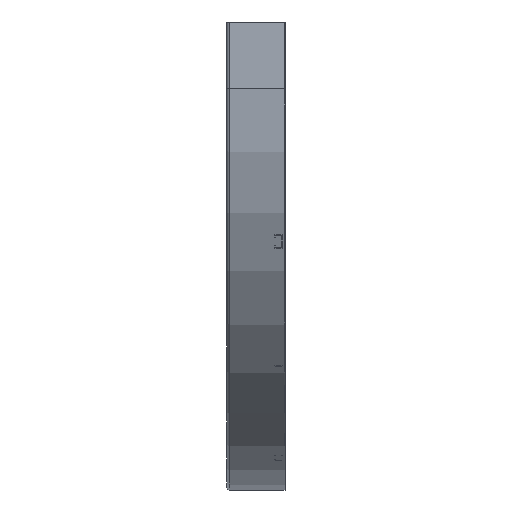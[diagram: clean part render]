
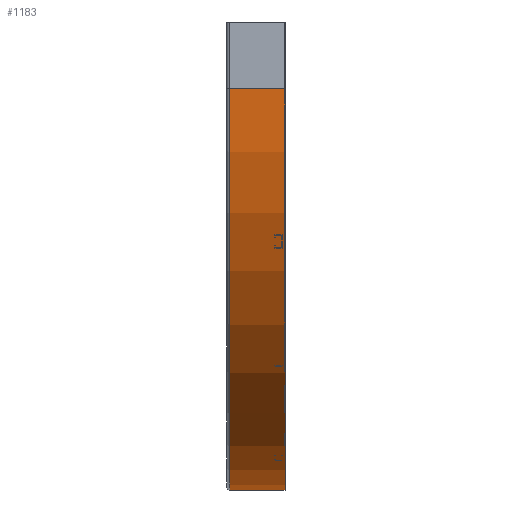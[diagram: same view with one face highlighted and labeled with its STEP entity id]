
A CAD part, left-side view. The second image highlights one B-rep face of the part: STEP entity #1183.
In plain terms, the highlighted cylindrical face has radius 750 mm (diameter 1500 mm), a partial arc.
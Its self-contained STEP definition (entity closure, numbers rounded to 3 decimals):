
#54 = ORIENTED_EDGE ( 'NONE', *, *, #2856, .T. ) ;
#79 = CIRCLE ( 'NONE', #2965, 750. ) ;
#89 = ORIENTED_EDGE ( 'NONE', *, *, #2083, .T. ) ;
#133 = AXIS2_PLACEMENT_3D ( 'NONE', #3116, #3127, #2599 ) ;
#476 = CARTESIAN_POINT ( 'NONE',  ( 0., 0., -125. ) ) ;
#506 = DIRECTION ( 'NONE',  ( 0., 0., 1. ) ) ;
#765 = DIRECTION ( 'NONE',  ( 1., 0., 0. ) ) ;
#823 = CIRCLE ( 'NONE', #2827, 750. ) ;
#987 = VECTOR ( 'NONE', #1662, 1000. ) ;
#1048 = LINE ( 'NONE', #1966, #987 ) ;
#1183 = ADVANCED_FACE ( 'NONE', ( #2230 ), #2204, .T. ) ;
#1211 = VERTEX_POINT ( 'NONE', #2371 ) ;
#1262 = EDGE_CURVE ( 'NONE', #3024, #2048, #2075, .T. ) ;
#1309 = EDGE_LOOP ( 'NONE', ( #1604, #1602, #54, #89 ) ) ;
#1398 = CARTESIAN_POINT ( 'NONE',  ( 0., 104., -125. ) ) ;
#1483 = DIRECTION ( 'NONE',  ( 0., 1., 0. ) ) ;
#1602 = ORIENTED_EDGE ( 'NONE', *, *, #1262, .F. ) ;
#1604 = ORIENTED_EDGE ( 'NONE', *, *, #2215, .F. ) ;
#1662 = DIRECTION ( 'NONE',  ( 0., 1., 0. ) ) ;
#1832 = CARTESIAN_POINT ( 'NONE',  ( 0., 0., -125. ) ) ;
#1966 = CARTESIAN_POINT ( 'NONE',  ( -750., 0., -875. ) ) ;
#2021 = CARTESIAN_POINT ( 'NONE',  ( -750., 104., -875. ) ) ;
#2048 = VERTEX_POINT ( 'NONE', #1398 ) ;
#2066 = VECTOR ( 'NONE', #2135, 1000. ) ;
#2075 = LINE ( 'NONE', #476, #2066 ) ;
#2083 = EDGE_CURVE ( 'NONE', #1211, #2841, #1048, .T. ) ;
#2135 = DIRECTION ( 'NONE',  ( 0., 1., 0. ) ) ;
#2204 = CYLINDRICAL_SURFACE ( 'NONE', #133, 750. ) ;
#2215 = EDGE_CURVE ( 'NONE', #2048, #2841, #823, .T. ) ;
#2230 = FACE_OUTER_BOUND ( 'NONE', #1309, .T. ) ;
#2280 = DIRECTION ( 'NONE',  ( 0., 1., 0. ) ) ;
#2371 = CARTESIAN_POINT ( 'NONE',  ( -750., 0., -875. ) ) ;
#2498 = CARTESIAN_POINT ( 'NONE',  ( -750., 104., -125. ) ) ;
#2599 = DIRECTION ( 'NONE',  ( 0., 0., 1. ) ) ;
#2778 = CARTESIAN_POINT ( 'NONE',  ( -750., 0., -125. ) ) ;
#2827 = AXIS2_PLACEMENT_3D ( 'NONE', #2498, #2280, #765 ) ;
#2841 = VERTEX_POINT ( 'NONE', #2021 ) ;
#2856 = EDGE_CURVE ( 'NONE', #3024, #1211, #79, .T. ) ;
#2965 = AXIS2_PLACEMENT_3D ( 'NONE', #2778, #1483, #506 ) ;
#3024 = VERTEX_POINT ( 'NONE', #1832 ) ;
#3116 = CARTESIAN_POINT ( 'NONE',  ( -750., 0., -125. ) ) ;
#3127 = DIRECTION ( 'NONE',  ( 0., 1., 0. ) ) ;
